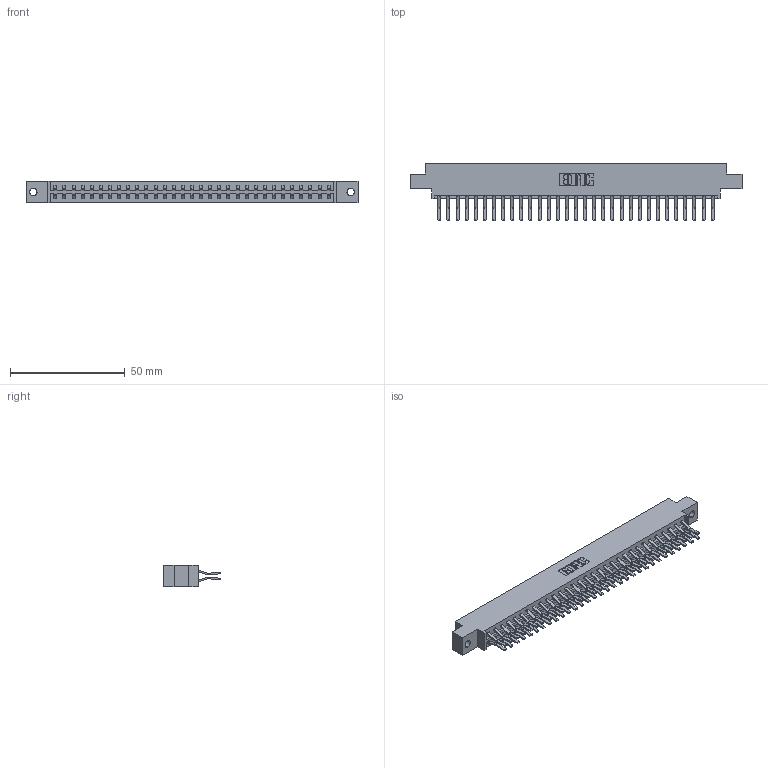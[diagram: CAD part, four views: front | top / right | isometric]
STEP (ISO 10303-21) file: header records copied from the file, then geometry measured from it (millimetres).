
FILE_DESCRIPTION (( 'STEP AP203' ), '1' );
FILE_NAME ('333-062-560-802.STEP', '2018-08-04T09:16:52', ( '' ), ( '' ), 'SwSTEP 2.0', 'SolidWorks 2016', '' );
FILE_SCHEMA (( 'CONFIG_CONTROL_DESIGN' ));
Length unit declared in the file: inch
Products named in the file (3): 333 Part_Offset - .128 Dia; 345-292-001_560 Tail; 333-062-560-802
Assembly tree (63 placements, depth 2):
  333-062-560-802
    333 Part_Offset - .128 Dia
    345-292-001_560 Tail  x62
Bounding box: 144.37 x 24.78 x 9.4 mm (x, y, z)
Volume: 14778.8 mm3; surface area: 18460.8 mm2
Topology: 63 solids, 63 shells, 3466 faces, 10305 edges, 6786 vertices
Faces by surface type: plane 2306, cylinder 1160
Entity records: 21589 total; most frequent: CARTESIAN_POINT 3594, ORIENTED_EDGE 3530, DIRECTION 3093, EDGE_CURVE 1765, LINE 1633, VECTOR 1633, VERTEX_POINT 1174, AXIS2_PLACEMENT_3D 730
